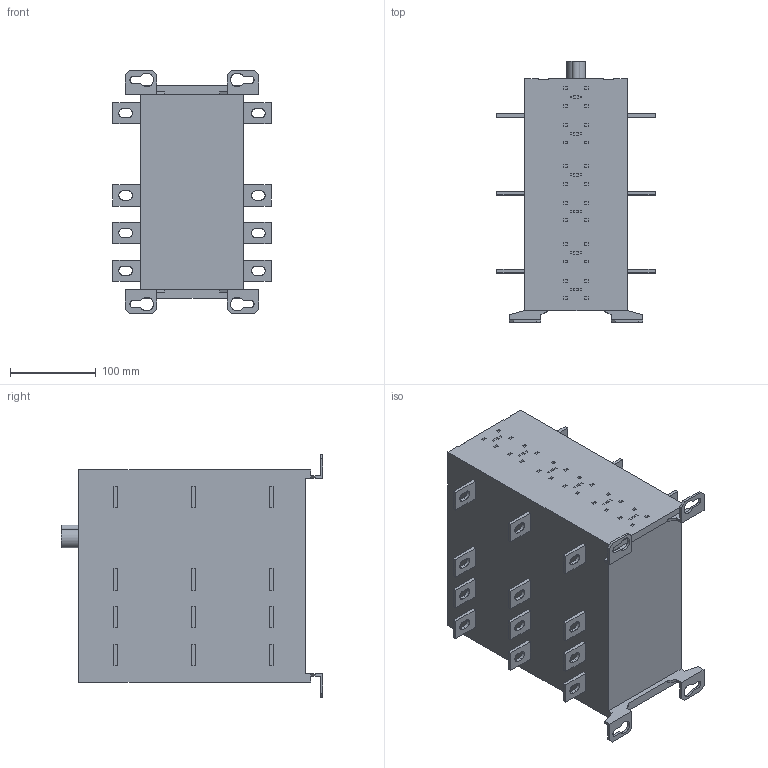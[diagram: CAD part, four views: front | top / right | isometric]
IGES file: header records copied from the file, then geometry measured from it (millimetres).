
Global section: file name: OT315-400E13Y_palikka.igs; preprocessor: I-DEAS 3D IGES Translator 11; date: 20110622.131120; units: millimetre
Bounding box: 185 x 305.5 x 284 mm (x, y, z)
Volume: 7975575.1 mm3; surface area: 319223.8 mm2
Topology: 1 solids, 1 shells, 766 faces, 1934 edges, 1288 vertices
Faces by surface type: bspline 766
